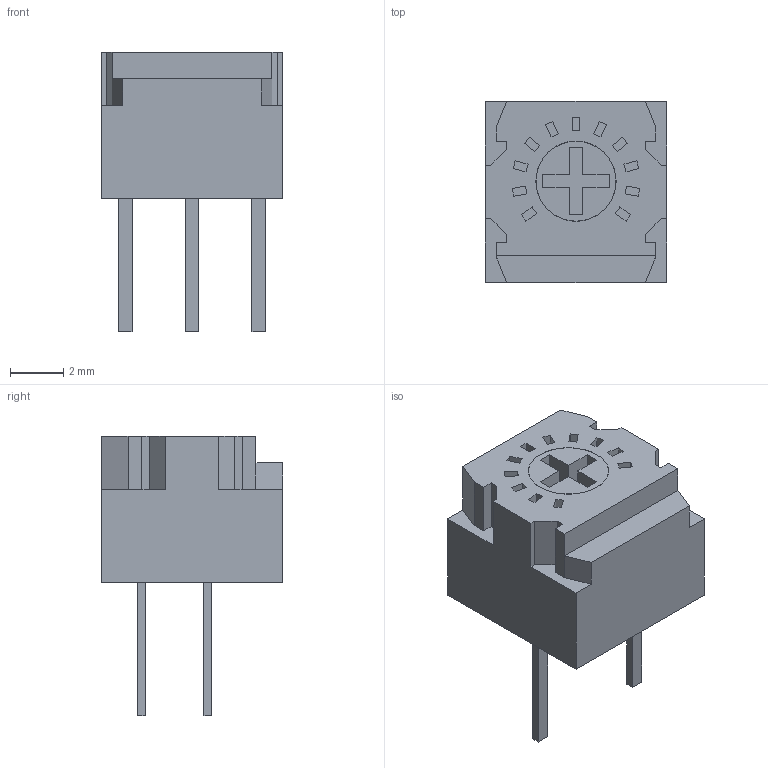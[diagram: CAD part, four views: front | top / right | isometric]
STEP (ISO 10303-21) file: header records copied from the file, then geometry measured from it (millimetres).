
FILE_DESCRIPTION(('FreeCAD Model'),'2;1');
FILE_NAME('Open CASCADE Shape Model','2023-04-23T12:10:46',(''),(''), 'Open CASCADE STEP processor 7.6','FreeCAD','Unknown');
FILE_SCHEMA(('AUTOMOTIVE_DESIGN { 1 0 10303 214 1 1 1 1 }'));
Length unit declared in the file: millimetre
Products named in the file (4): GF063P; Body; Extrude; Body002
Assembly tree (3 placements, depth 2):
  GF063P
    Body
    Extrude
    Body002
Bounding box: 6.8 x 6.8 x 10.5 mm (x, y, z)
Volume: 233.5 mm3; surface area: 332.6 mm2
Topology: 5 solids, 5 shells, 127 faces, 310 edges, 206 vertices
Faces by surface type: plane 125, cylinder 2
Full cylindrical faces by diameter (mm): 3 x1, 3.01 x1
Entity records: 3761 total; most frequent: CARTESIAN_POINT 647, ORIENTED_EDGE 620, DIRECTION 576, EDGE_CURVE 310, LINE 306, VECTOR 306, VERTEX_POINT 206, FACE_BOUND 140
